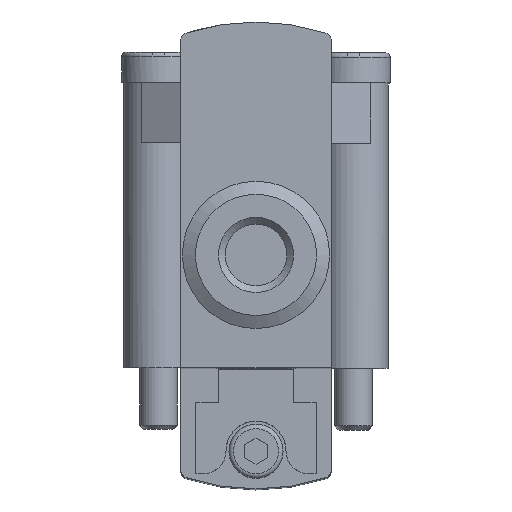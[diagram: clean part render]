
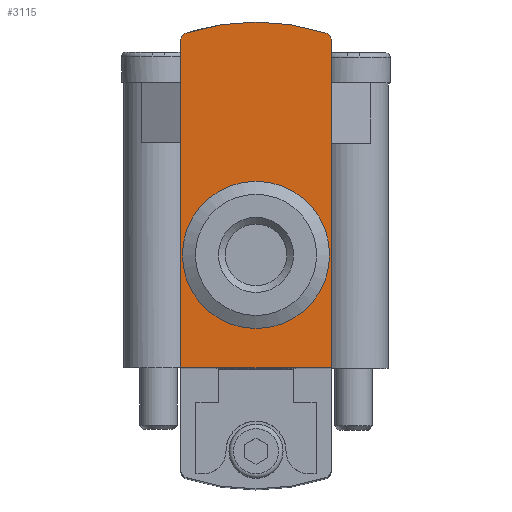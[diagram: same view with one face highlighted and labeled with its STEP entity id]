
A CAD part, top view. The second image highlights one B-rep face of the part: STEP entity #3115.
In plain terms, the highlighted planar face has unit normal (0, 0, 1).
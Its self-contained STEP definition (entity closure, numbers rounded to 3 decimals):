
#103=LINE('',#4231,#307);
#114=LINE('',#4253,#318);
#136=LINE('',#4314,#340);
#307=VECTOR('',#3545,1000.);
#318=VECTOR('',#3560,1000.);
#340=VECTOR('',#3610,1000.);
#574=ORIENTED_EDGE('',*,*,#1176,.F.);
#575=ORIENTED_EDGE('',*,*,#1177,.T.);
#576=ORIENTED_EDGE('',*,*,#1178,.T.);
#577=ORIENTED_EDGE('',*,*,#1138,.T.);
#578=ORIENTED_EDGE('',*,*,#1179,.F.);
#579=ORIENTED_EDGE('',*,*,#1149,.F.);
#580=ORIENTED_EDGE('',*,*,#1180,.T.);
#1138=EDGE_CURVE('',#1435,#1442,#103,.T.);
#1149=EDGE_CURVE('',#1451,#1452,#114,.T.);
#1176=EDGE_CURVE('',#1474,#1474,#1637,.F.);
#1177=EDGE_CURVE('',#1475,#1476,#1638,.F.);
#1178=EDGE_CURVE('',#1476,#1435,#1639,.F.);
#1179=EDGE_CURVE('',#1452,#1442,#136,.T.);
#1180=EDGE_CURVE('',#1451,#1475,#1640,.F.);
#1435=VERTEX_POINT('',#4217);
#1442=VERTEX_POINT('',#4230);
#1451=VERTEX_POINT('',#4252);
#1452=VERTEX_POINT('',#4254);
#1474=VERTEX_POINT('',#4309);
#1475=VERTEX_POINT('',#4311);
#1476=VERTEX_POINT('',#4312);
#1637=CIRCLE('',#3281,4.9);
#1638=CIRCLE('',#3282,15.);
#1639=CIRCLE('',#3283,0.5);
#1640=CIRCLE('',#3284,0.5);
#1722=EDGE_LOOP('',(#574));
#1723=EDGE_LOOP('',(#575,#576,#577,#578,#579,#580));
#1902=FACE_BOUND('',#1722,.T.);
#1903=FACE_BOUND('',#1723,.T.);
#2076=PLANE('',#3280);
#3115=ADVANCED_FACE('',(#1902,#1903),#2076,.F.);
#3280=AXIS2_PLACEMENT_3D('',#4307,#3602,#3603);
#3281=AXIS2_PLACEMENT_3D('',#4308,#3604,#3605);
#3282=AXIS2_PLACEMENT_3D('',#4310,#3606,#3607);
#3283=AXIS2_PLACEMENT_3D('',#4313,#3608,#3609);
#3284=AXIS2_PLACEMENT_3D('',#4315,#3611,#3612);
#3545=DIRECTION('',(0.,-1.,0.));
#3560=DIRECTION('',(0.,-1.,0.));
#3602=DIRECTION('',(0.,0.,-1.));
#3603=DIRECTION('',(-1.,0.,0.));
#3604=DIRECTION('',(0.,0.,-1.));
#3605=DIRECTION('',(-1.,0.,0.));
#3606=DIRECTION('',(0.,0.,-1.));
#3607=DIRECTION('',(-1.,0.,0.));
#3608=DIRECTION('',(0.,0.,-1.));
#3609=DIRECTION('',(-1.,0.,0.));
#3610=DIRECTION('',(-1.,0.,0.));
#3611=DIRECTION('',(0.,0.,-1.));
#3612=DIRECTION('',(-1.,0.,0.));
#4217=CARTESIAN_POINT('',(-5.,29.784,42.));
#4230=CARTESIAN_POINT('',(-5.,8.,42.));
#4231=CARTESIAN_POINT('',(-5.,31.,42.));
#4252=CARTESIAN_POINT('',(5.,29.784,42.));
#4253=CARTESIAN_POINT('',(5.,31.,42.));
#4254=CARTESIAN_POINT('',(5.,8.,42.));
#4307=CARTESIAN_POINT('',(5.,31.,42.));
#4308=CARTESIAN_POINT('',(0.,15.5,42.));
#4309=CARTESIAN_POINT('',(-4.9,15.5,42.));
#4310=CARTESIAN_POINT('',(0.,16.,42.));
#4311=CARTESIAN_POINT('',(4.655,30.259,42.));
#4312=CARTESIAN_POINT('',(-4.655,30.259,42.));
#4313=CARTESIAN_POINT('',(-4.5,29.784,42.));
#4314=CARTESIAN_POINT('',(5.,8.,42.));
#4315=CARTESIAN_POINT('',(4.5,29.784,42.));
